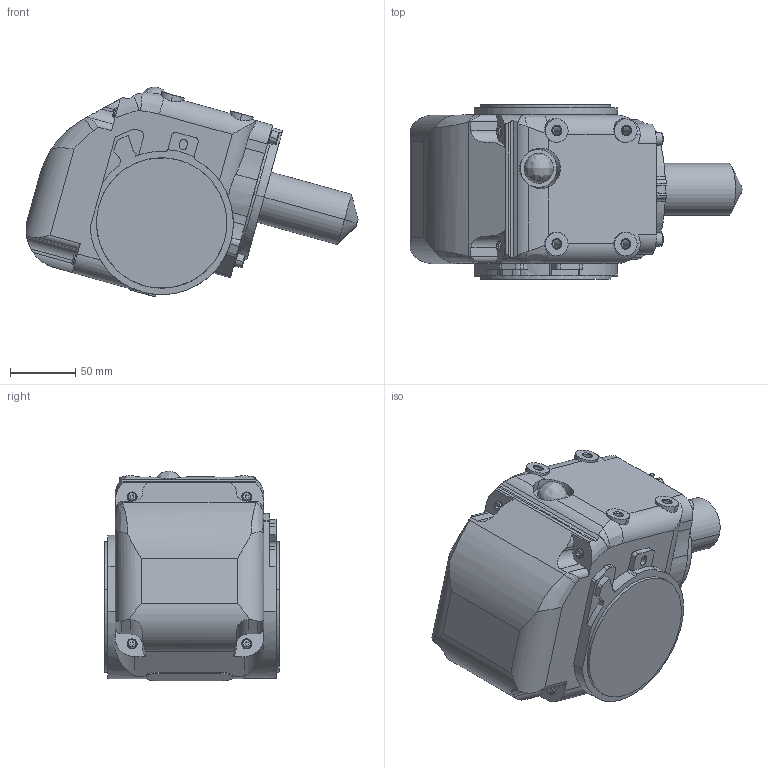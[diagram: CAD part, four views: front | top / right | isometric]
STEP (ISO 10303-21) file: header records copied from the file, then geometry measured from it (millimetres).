
FILE_DESCRIPTION (( 'STEP AP203' ), '1' );
FILE_NAME ('S5_ARM3_Default_sldprt.STEP', '2022-08-05T07:27:45', ( '' ), ( '' ), 'SwSTEP 2.0', 'SolidWorks 2021', '' );
FILE_SCHEMA (( 'CONFIG_CONTROL_DESIGN' ));
Length unit declared in the file: millimetre
Products named in the file (1): S5_ARM3_Default_sldprt
Bounding box: 254.85 x 134 x 161.04 mm (x, y, z)
Volume: 2708129.8 mm3; surface area: 127040.7 mm2
Topology: 1 solids, 1 shells, 323 faces, 854 edges, 558 vertices
Faces by surface type: plane 145, cylinder 130, cone 26, bspline 22
Entity records: 16641 total; most frequent: CARTESIAN_POINT 9317, ORIENTED_EDGE 1688, DIRECTION 1182, EDGE_CURVE 844, VERTEX_POINT 558, LINE 450, VECTOR 450, AXIS2_PLACEMENT_3D 366
